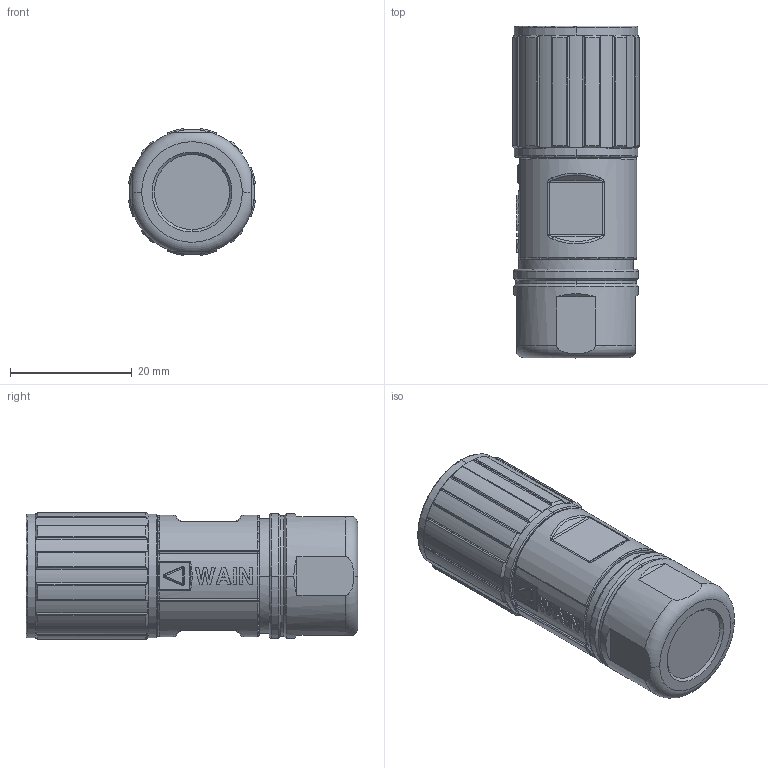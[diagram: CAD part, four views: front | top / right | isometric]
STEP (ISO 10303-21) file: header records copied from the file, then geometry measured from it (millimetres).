
FILE_DESCRIPTION((''),'2;1');
FILE_NAME('MR17-10','2021-11-11T',('cm.zhong'),(''),'PRO/ENGINEER BY PARAMETRIC TECHNOLOGY CORPORATION, 2012480','PRO/ENGINEER BY PARAMETRIC TECHNOLOGY CORPORATION, 2012480','');
FILE_SCHEMA(('CONFIG_CONTROL_DESIGN'));
Length unit declared in the file: millimetre
Products named in the file (1): MR17-10
Bounding box: 20.77 x 54.4 x 20.77 mm (x, y, z)
Volume: 15084.8 mm3; surface area: 6843.9 mm2
Topology: 1 solids, 1 shells, 638 faces, 1751 edges, 1165 vertices
Faces by surface type: cylinder 164, plane 159, extrusion 155, bspline 57, cone 56, torus 47
Entity records: 24671 total; most frequent: CARTESIAN_POINT 9444, ORIENTED_EDGE 3502, DIRECTION 2564, EDGE_CURVE 1751, VERTEX_POINT 1165, AXIS2_PLACEMENT_3D 894, B_SPLINE_CURVE_WITH_KNOTS 817, VECTOR 776
